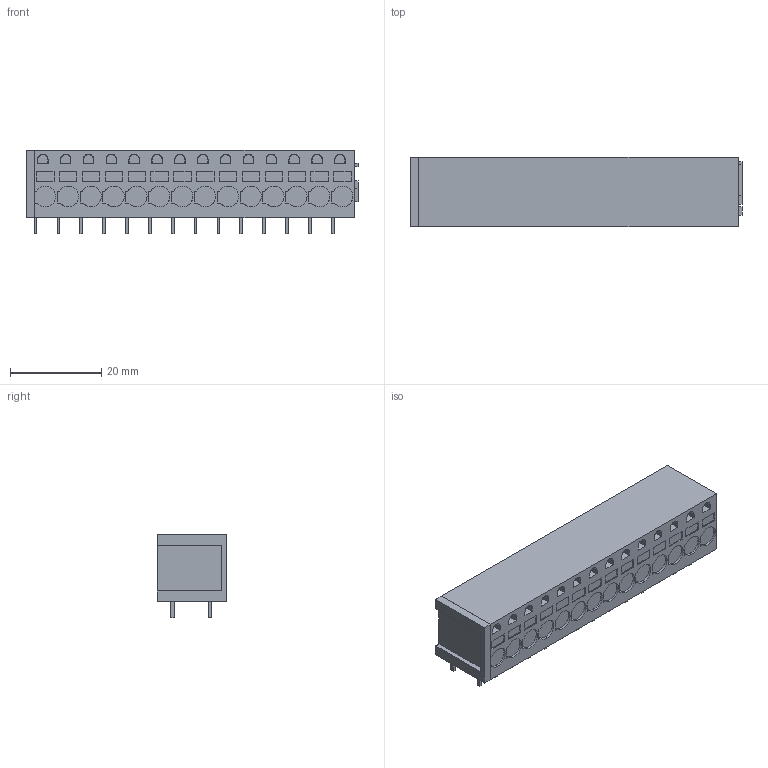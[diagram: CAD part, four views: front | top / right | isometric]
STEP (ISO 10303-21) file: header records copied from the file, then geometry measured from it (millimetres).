
FILE_DESCRIPTION(('CATIA V5 STEP Exchange','CAx-IF Rec.Pracs.--- Model Styling and Organization---1.4--- 2014-01-23'),'2;1');
FILE_NAME ('309375-3_1_1425420000_1425420000.stp','2022-08-10T09:43:53+00:00',('none'),('Weidmueller'),'CATIA Version 5-6 Release 2016 SP3 HF44','CATIA V5 STEP AP214','none');
FILE_SCHEMA(('AUTOMOTIVE_DESIGN { 1 0 10303 214 1 1 1 1 }'));
Length unit declared in the file: millimetre
Products named in the file (1): 1425420000
Bounding box: 72.63 x 15.2 x 18.3 mm (x, y, z)
Volume: 15790.6 mm3; surface area: 6355.5 mm2
Topology: 29 solids, 85 shells, 916 faces, 2099 edges, 1399 vertices
Faces by surface type: plane 722, cylinder 96, cone 42, bspline 28, extrusion 14, torus 14
Entity records: 27409 total; most frequent: CARTESIAN_POINT 7922, ORIENTED_EDGE 4198, DIRECTION 3269, EDGE_CURVE 2099, VECTOR 1641, LINE 1627, VERTEX_POINT 1399, EDGE_LOOP 972
